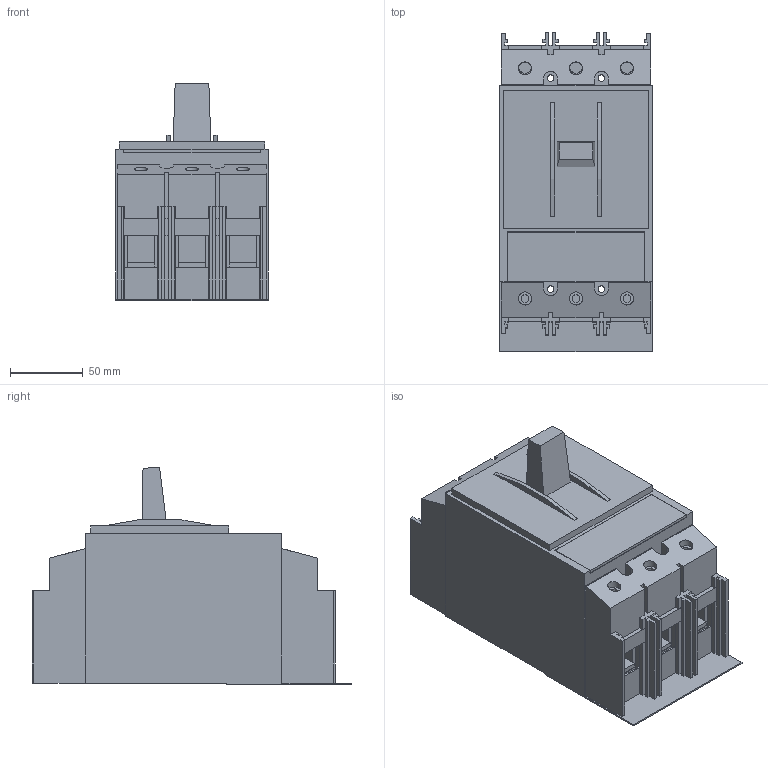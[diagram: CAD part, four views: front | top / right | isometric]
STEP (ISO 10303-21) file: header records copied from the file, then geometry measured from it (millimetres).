
FILE_DESCRIPTION(/* description */ ('STEP AP214'),/* implementation_level */ '2;1');
FILE_NAME(/* name */ 'eaton-molded-case-switches-mcad-3d-models-nzm2-3p-na-cna-kcu',/* time_stamp */ '2025-09-01T14:43:22+02:00',/* author */ ('License CC BY-ND 4.0'),/* organization */ ('CADENAS'),/* preprocessor_version */ 'ST-DEVELOPER v19.3',/* originating_system */ 'PARTsolutions',/* authorisation */ ' ');
FILE_SCHEMA (('AUTOMOTIVE_DESIGN {1 0 10303 214 3 1 1}'));
Length unit declared in the file: millimetre
Products named in the file (5): 113027_(index); nzm2_3p_na_cna_bt_p1; nzm2_3p_na_cna_p2; nzm2_3p_na_cna_kcu_p2; nzm2_3p_p3
Assembly tree (4 placements, depth 2):
  113027_(index)
    nzm2_3p_na_cna_bt_p1
    nzm2_3p_na_cna_p2
    nzm2_3p_na_cna_kcu_p2
    nzm2_3p_p3
Bounding box: 105 x 219.5 x 149.23 mm (x, y, z)
Volume: 1914888.9 mm3; surface area: 211395.7 mm2
Topology: 4 solids, 4 shells, 460 faces, 1309 edges, 875 vertices
Faces by surface type: plane 421, cylinder 39
Full cylindrical faces by diameter (mm): 4.5 x4, 4.8 x3, 5.5 x2, 8.5 x6, 9 x9, 10 x3
Entity records: 14770 total; most frequent: CARTESIAN_POINT 2637, ORIENTED_EDGE 2546, DIRECTION 2287, EDGE_CURVE 1273, LINE 1183, VECTOR 1183, VERTEX_POINT 866, EDGE_LOOP 553
